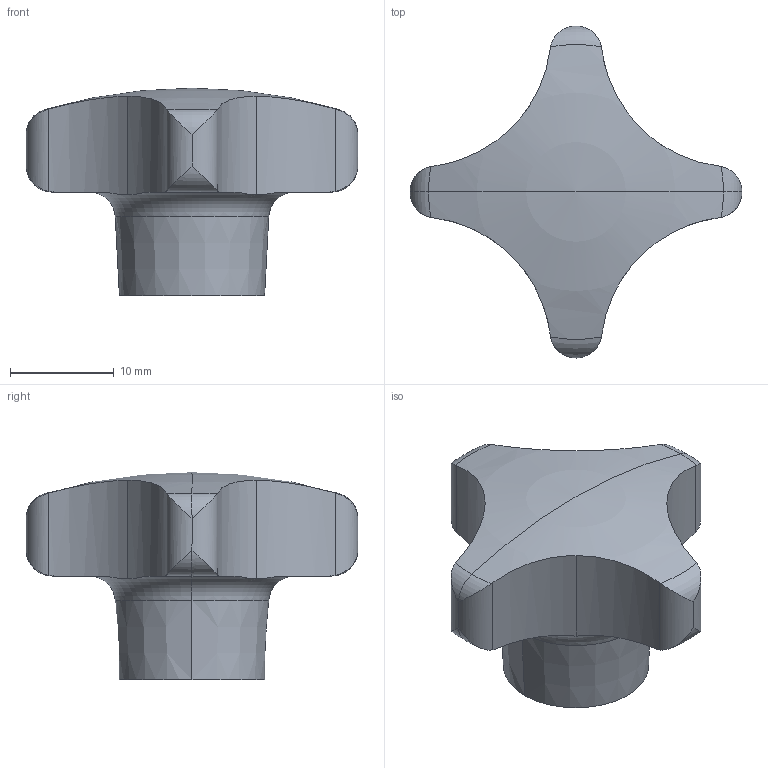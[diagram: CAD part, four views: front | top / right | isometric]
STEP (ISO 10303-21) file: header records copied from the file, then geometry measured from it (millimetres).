
FILE_DESCRIPTION(('STEP AP214'),'1');
FILE_NAME('HALDERN_EH_24640_0232.stp','2017-08-10T07:40:22',('TraceParts'),('TraceParts S.A.'),'Spatial InterOp 3D',' ',' ');
FILE_SCHEMA(('automotive_design'));
Length unit declared in the file: millimetre
Products named in the file (1): HALDERN_EH_24640_0232
Bounding box: 32 x 32 x 20 mm (x, y, z)
Volume: 5237 mm3; surface area: 2270.8 mm2
Topology: 1 solids, 1 shells, 45 faces, 120 edges, 74 vertices
Faces by surface type: cylinder 18, torus 14, cone 6, plane 5, sphere 2
Entity records: 2206 total; most frequent: CARTESIAN_POINT 780, ORIENTED_EDGE 232, DIRECTION 204, EDGE_CURVE 116, AXIS2_PLACEMENT_3D 90, VERTEX_POINT 74, B_SPLINE_CURVE_WITH_KNOTS 48, STYLED_ITEM 46
